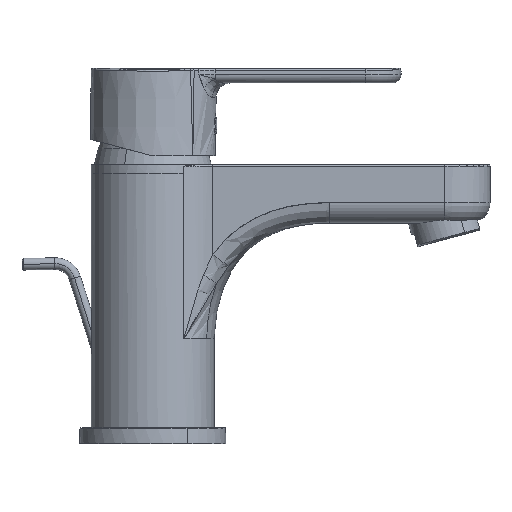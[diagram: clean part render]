
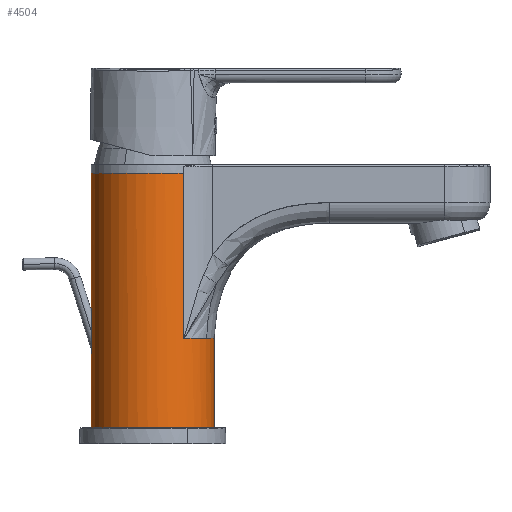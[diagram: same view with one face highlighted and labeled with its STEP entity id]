
A CAD part, front view. The second image highlights one B-rep face of the part: STEP entity #4504.
In plain terms, the highlighted cylindrical face has radius 21 mm (diameter 42 mm), a partial arc.
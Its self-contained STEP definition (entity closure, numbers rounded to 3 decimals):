
#4374=CARTESIAN_POINT('Axis2P3D Location',(0.,0.,89.509)) ;
#4379=CARTESIAN_POINT('Line Origine',(-21.,0.,89.509)) ;
#4383=CARTESIAN_POINT('Vertex',(-21.,0.,24.986)) ;
#4385=CARTESIAN_POINT('Vertex',(-21.,0.,0.)) ;
#4388=CARTESIAN_POINT('Axis2P3D Location',(0.,0.,0.)) ;
#4392=CARTESIAN_POINT('Vertex',(18.429,-10.068,0.)) ;
#4395=CARTESIAN_POINT('Axis2P3D Location',(0.,0.,0.)) ;
#4399=CARTESIAN_POINT('Vertex',(21.,0.,0.)) ;
#4402=CARTESIAN_POINT('Line Origine',(21.,0.,89.509)) ;
#4406=CARTESIAN_POINT('Vertex',(21.,0.,30.5)) ;
#4409=CARTESIAN_POINT('Axis2P3D Location',(0.,0.,30.5)) ;
#4413=CARTESIAN_POINT('Vertex',(10.506,-18.183,30.5)) ;
#4416=CARTESIAN_POINT('Line Origine',(10.506,-18.183,89.509)) ;
#4420=CARTESIAN_POINT('Vertex',(10.506,-18.183,87.018)) ;
#4423=CARTESIAN_POINT('Axis2P3D Location',(0.,0.,87.018)) ;
#4427=CARTESIAN_POINT('Vertex',(-18.429,-10.068,87.018)) ;
#4430=CARTESIAN_POINT('Axis2P3D Location',(0.,0.,87.018)) ;
#4434=CARTESIAN_POINT('Vertex',(-21.,0.,87.018)) ;
#4437=CARTESIAN_POINT('Line Origine',(-21.,0.,89.509)) ;
#4441=CARTESIAN_POINT('Vertex',(-21.,0.,42.892)) ;
#4444=CARTESIAN_POINT('Line Origine',(-21.,0.,89.509)) ;
#4448=CARTESIAN_POINT('Vertex',(-21.,0.,41.614)) ;
#4452=CARTESIAN_POINT('Control Point',(-21.,0.,41.614)) ;
#4453=CARTESIAN_POINT('Control Point',(-21.,-0.161,41.614)) ;
#4454=CARTESIAN_POINT('Control Point',(-20.998,-0.322,41.566)) ;
#4455=CARTESIAN_POINT('Control Point',(-20.995,-0.463,41.473)) ;
#4456=CARTESIAN_POINT('Control Point',(-20.988,-0.725,41.246)) ;
#4457=CARTESIAN_POINT('Control Point',(-20.98,-0.93,40.966)) ;
#4458=CARTESIAN_POINT('Control Point',(-20.975,-1.027,40.812)) ;
#4459=CARTESIAN_POINT('Control Point',(-20.97,-1.117,40.651)) ;
#4460=CARTESIAN_POINT('Control Point',(-20.966,-1.199,40.487)) ;
#4461=CARTESIAN_POINT('Vertex',(-20.966,-1.199,40.487)) ;
#4465=CARTESIAN_POINT('Control Point',(-21.,0.,24.986)) ;
#4466=CARTESIAN_POINT('Control Point',(-21.,-0.116,24.986)) ;
#4467=CARTESIAN_POINT('Control Point',(-20.999,-0.233,25.006)) ;
#4468=CARTESIAN_POINT('Control Point',(-20.998,-0.345,25.046)) ;
#4469=CARTESIAN_POINT('Control Point',(-20.992,-0.632,25.195)) ;
#4470=CARTESIAN_POINT('Control Point',(-20.983,-0.867,25.424)) ;
#4471=CARTESIAN_POINT('Control Point',(-20.977,-0.998,25.585)) ;
#4472=CARTESIAN_POINT('Control Point',(-20.96,-1.316,26.048)) ;
#4473=CARTESIAN_POINT('Control Point',(-20.943,-1.55,26.56)) ;
#4474=CARTESIAN_POINT('Control Point',(-20.933,-1.678,26.891)) ;
#4475=CARTESIAN_POINT('Control Point',(-20.897,-2.108,28.203)) ;
#4476=CARTESIAN_POINT('Control Point',(-20.871,-2.327,29.576)) ;
#4477=CARTESIAN_POINT('Control Point',(-20.858,-2.438,30.597)) ;
#4478=CARTESIAN_POINT('Control Point',(-20.847,-2.533,32.371)) ;
#4479=CARTESIAN_POINT('Control Point',(-20.853,-2.484,34.146)) ;
#4480=CARTESIAN_POINT('Control Point',(-20.858,-2.439,34.895)) ;
#4481=CARTESIAN_POINT('Control Point',(-20.871,-2.331,36.049)) ;
#4482=CARTESIAN_POINT('Control Point',(-20.889,-2.155,37.194)) ;
#4483=CARTESIAN_POINT('Control Point',(-20.896,-2.085,37.594)) ;
#4484=CARTESIAN_POINT('Control Point',(-20.913,-1.915,38.43)) ;
#4485=CARTESIAN_POINT('Control Point',(-20.932,-1.689,39.252)) ;
#4486=CARTESIAN_POINT('Control Point',(-20.943,-1.554,39.673)) ;
#4487=CARTESIAN_POINT('Control Point',(-20.954,-1.397,40.091)) ;
#4488=CARTESIAN_POINT('Control Point',(-20.966,-1.199,40.487)) ;
#4381=VECTOR('Line Direction',#4380,1.) ;
#4404=VECTOR('Line Direction',#4403,1.) ;
#4418=VECTOR('Line Direction',#4417,1.) ;
#4439=VECTOR('Line Direction',#4438,1.) ;
#4446=VECTOR('Line Direction',#4445,1.) ;
#4375=DIRECTION('Axis2P3D Direction',(0.,0.,1.)) ;
#4376=DIRECTION('Axis2P3D XDirection',(-0.878,-0.479,0.)) ;
#4380=DIRECTION('Vector Direction',(0.,0.,1.)) ;
#4389=DIRECTION('Axis2P3D Direction',(0.,0.,1.)) ;
#4396=DIRECTION('Axis2P3D Direction',(0.,0.,1.)) ;
#4403=DIRECTION('Vector Direction',(0.,0.,1.)) ;
#4410=DIRECTION('Axis2P3D Direction',(0.,0.,1.)) ;
#4417=DIRECTION('Vector Direction',(0.,0.,1.)) ;
#4424=DIRECTION('Axis2P3D Direction',(0.,0.,1.)) ;
#4431=DIRECTION('Axis2P3D Direction',(0.,0.,1.)) ;
#4438=DIRECTION('Vector Direction',(0.,0.,1.)) ;
#4445=DIRECTION('Vector Direction',(0.,0.,1.)) ;
#4377=AXIS2_PLACEMENT_3D('Cylinder Axis2P3D',#4374,#4375,#4376) ;
#4390=AXIS2_PLACEMENT_3D('Circle Axis2P3D',#4388,#4389,$) ;
#4397=AXIS2_PLACEMENT_3D('Circle Axis2P3D',#4395,#4396,$) ;
#4411=AXIS2_PLACEMENT_3D('Circle Axis2P3D',#4409,#4410,$) ;
#4425=AXIS2_PLACEMENT_3D('Circle Axis2P3D',#4423,#4424,$) ;
#4432=AXIS2_PLACEMENT_3D('Circle Axis2P3D',#4430,#4431,$) ;
#4382=LINE('Line',#4379,#4381) ;
#4405=LINE('Line',#4402,#4404) ;
#4419=LINE('Line',#4416,#4418) ;
#4440=LINE('Line',#4437,#4439) ;
#4447=LINE('Line',#4444,#4446) ;
#4391=CIRCLE('generated circle',#4390,21.) ;
#4398=CIRCLE('generated circle',#4397,21.) ;
#4412=CIRCLE('generated circle',#4411,21.) ;
#4426=CIRCLE('generated circle',#4425,21.) ;
#4433=CIRCLE('generated circle',#4432,21.) ;
#4378=CYLINDRICAL_SURFACE('generated cylinder',#4377,21.) ;
#4387=EDGE_CURVE('',#4384,#4386,#4382,.F.) ;
#4394=EDGE_CURVE('',#4386,#4393,#4391,.T.) ;
#4401=EDGE_CURVE('',#4393,#4400,#4398,.T.) ;
#4408=EDGE_CURVE('',#4400,#4407,#4405,.T.) ;
#4415=EDGE_CURVE('',#4407,#4414,#4412,.F.) ;
#4422=EDGE_CURVE('',#4414,#4421,#4419,.T.) ;
#4429=EDGE_CURVE('',#4421,#4428,#4426,.F.) ;
#4436=EDGE_CURVE('',#4428,#4435,#4433,.F.) ;
#4443=EDGE_CURVE('',#4435,#4442,#4440,.F.) ;
#4450=EDGE_CURVE('',#4442,#4449,#4447,.F.) ;
#4463=EDGE_CURVE('',#4449,#4462,#4451,.T.) ;
#4489=EDGE_CURVE('',#4462,#4384,#4464,.F.) ;
#4491=ORIENTED_EDGE('',*,*,#4387,.T.) ;
#4492=ORIENTED_EDGE('',*,*,#4394,.T.) ;
#4493=ORIENTED_EDGE('',*,*,#4401,.T.) ;
#4494=ORIENTED_EDGE('',*,*,#4408,.T.) ;
#4495=ORIENTED_EDGE('',*,*,#4415,.T.) ;
#4496=ORIENTED_EDGE('',*,*,#4422,.T.) ;
#4497=ORIENTED_EDGE('',*,*,#4429,.T.) ;
#4498=ORIENTED_EDGE('',*,*,#4436,.T.) ;
#4499=ORIENTED_EDGE('',*,*,#4443,.T.) ;
#4500=ORIENTED_EDGE('',*,*,#4450,.T.) ;
#4501=ORIENTED_EDGE('',*,*,#4463,.T.) ;
#4502=ORIENTED_EDGE('',*,*,#4489,.T.) ;
#4490=EDGE_LOOP('',(#4491,#4492,#4493,#4494,#4495,#4496,#4497,#4498,#4499,#4500,#4501,#4502)) ;
#4384=VERTEX_POINT('',#4383) ;
#4386=VERTEX_POINT('',#4385) ;
#4393=VERTEX_POINT('',#4392) ;
#4400=VERTEX_POINT('',#4399) ;
#4407=VERTEX_POINT('',#4406) ;
#4414=VERTEX_POINT('',#4413) ;
#4421=VERTEX_POINT('',#4420) ;
#4428=VERTEX_POINT('',#4427) ;
#4435=VERTEX_POINT('',#4434) ;
#4442=VERTEX_POINT('',#4441) ;
#4449=VERTEX_POINT('',#4448) ;
#4462=VERTEX_POINT('',#4461) ;
#4504=ADVANCED_FACE('Superficie.388',(#4503),#4378,.T.) ;
#4451=B_SPLINE_CURVE_WITH_KNOTS('',5,(#4452,#4453,#4454,#4455,#4456,#4457,#4458,#4459,#4460),.UNSPECIFIED.,.F.,.U.,(6,3,6),(0.,1.142,2.44),.UNSPECIFIED.) ;
#4464=B_SPLINE_CURVE_WITH_KNOTS('',5,(#4465,#4466,#4467,#4468,#4469,#4470,#4471,#4472,#4473,#4474,#4475,#4476,#4477,#4478,#4479,#4480,#4481,#4482,#4483,#4484,#4485,#4486,#4487,#4488),.UNSPECIFIED.,.F.,.U.,(6,3,3,3,3,3,3,6),(0.,0.824,2.279,4.791,12.049,17.351,20.246,23.386),.UNSPECIFIED.) ;
#4503=FACE_OUTER_BOUND('',#4490,.T.) ;
